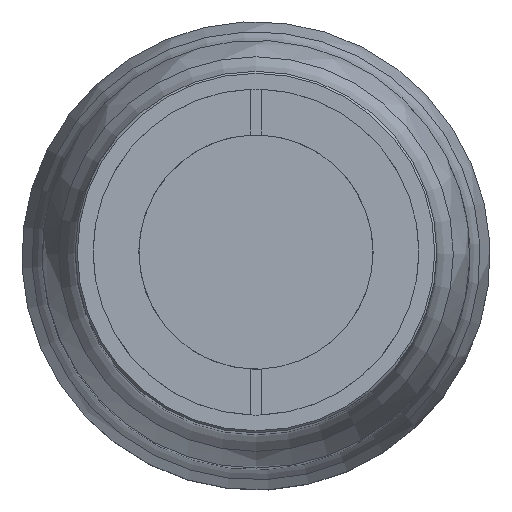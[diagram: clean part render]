
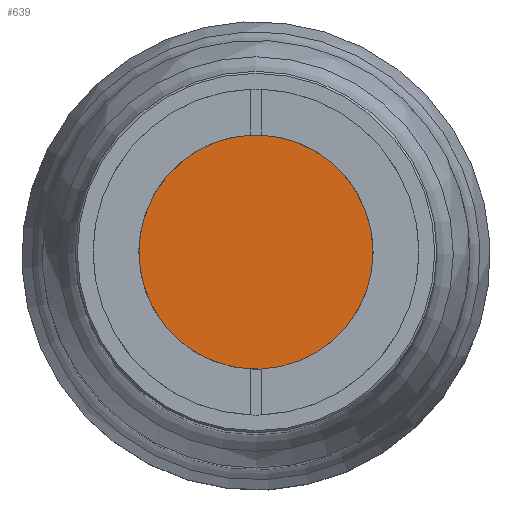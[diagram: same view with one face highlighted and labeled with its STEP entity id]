
A CAD part, top view. The second image highlights one B-rep face of the part: STEP entity #639.
In plain terms, the highlighted planar face has unit normal (0, 0, 1).
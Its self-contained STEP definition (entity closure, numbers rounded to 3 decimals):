
#154=FACE_OUTER_BOUND('',#206,.T.);
#206=EDGE_LOOP('',(#437));
#250=CIRCLE('',#701,11.5);
#283=VERTEX_POINT('',#1036);
#342=EDGE_CURVE('',#283,#283,#250,.T.);
#437=ORIENTED_EDGE('',*,*,#342,.T.);
#566=PLANE('',#700);
#639=ADVANCED_FACE('',(#154),#566,.F.);
#700=AXIS2_PLACEMENT_3D('',#1035,#801,#802);
#701=AXIS2_PLACEMENT_3D('',#1037,#803,#804);
#801=DIRECTION('center_axis',(0.,0.,
-1.));
#802=DIRECTION('ref_axis',(0.,-1.,0.));
#803=DIRECTION('center_axis',(0.,0.,
1.));
#804=DIRECTION('ref_axis',(0.,-1.,0.));
#1035=CARTESIAN_POINT('Origin',(0.,0.,
49.499));
#1036=CARTESIAN_POINT('',(0.,11.5,49.499));
#1037=CARTESIAN_POINT('Origin',(0.,0.,
49.499));
